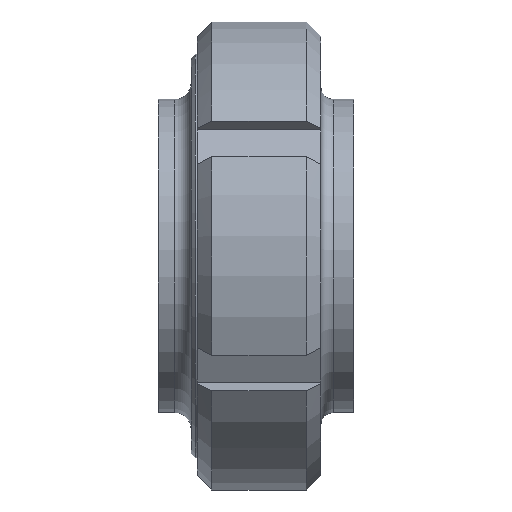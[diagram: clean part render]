
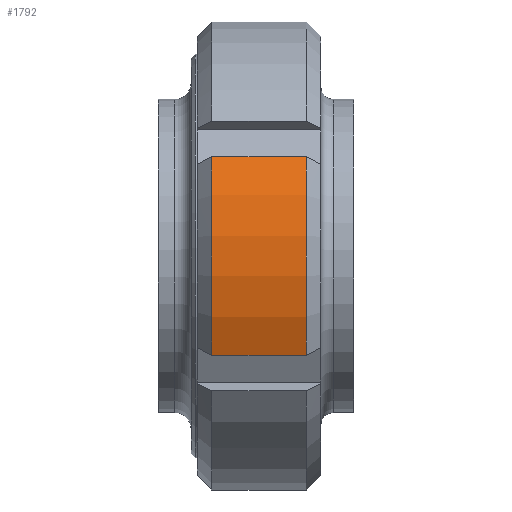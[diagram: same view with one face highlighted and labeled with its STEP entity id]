
A CAD part, left-side view. The second image highlights one B-rep face of the part: STEP entity #1792.
In plain terms, the highlighted cylindrical face has radius 57 mm (diameter 114 mm), a partial arc.
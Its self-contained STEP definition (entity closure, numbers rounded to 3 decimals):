
#88 = CARTESIAN_POINT ( 'NONE',  ( -51.673, 3.5, 24.06 ) ) ;
#113 = CARTESIAN_POINT ( 'NONE',  ( -51.673, 26.5, -24.06 ) ) ;
#115 = CARTESIAN_POINT ( 'NONE',  ( -51.673, 3.5, -24.06 ) ) ;
#117 = CARTESIAN_POINT ( 'NONE',  ( -51.673, 26.5, 24.06 ) ) ;
#200 = ORIENTED_EDGE ( 'NONE', *, *, #1875, .F. ) ;
#201 = ORIENTED_EDGE ( 'NONE', *, *, #1876, .T. ) ;
#203 = ORIENTED_EDGE ( 'NONE', *, *, #1873, .T. ) ;
#206 = ORIENTED_EDGE ( 'NONE', *, *, #1874, .T. ) ;
#236 = FACE_OUTER_BOUND ( 'NONE', #2161, .T. ) ;
#240 = CYLINDRICAL_SURFACE ( 'NONE', #489, 57. ) ;
#353 = CIRCLE ( 'NONE', #1029, 57. ) ;
#354 = LINE ( 'NONE', #1117, #360 ) ;
#358 = LINE ( 'NONE', #1123, #363 ) ;
#359 = CIRCLE ( 'NONE', #1030, 57. ) ;
#360 = VECTOR ( 'NONE', #1113, 1000. ) ;
#363 = VECTOR ( 'NONE', #1116, 1000. ) ;
#489 = AXIS2_PLACEMENT_3D ( 'NONE', #549, #547, #545 ) ;
#545 = DIRECTION ( 'NONE',  ( 0., 0., 1. ) ) ;
#547 = DIRECTION ( 'NONE',  ( 0., 1., 0. ) ) ;
#549 = CARTESIAN_POINT ( 'NONE',  ( 0., 68.273, 0. ) ) ;
#1029 = AXIS2_PLACEMENT_3D ( 'NONE', #1118, #1119, #1120 ) ;
#1030 = AXIS2_PLACEMENT_3D ( 'NONE', #1124, #1125, #1126 ) ;
#1113 = DIRECTION ( 'NONE',  ( 0., 1., 0. ) ) ;
#1116 = DIRECTION ( 'NONE',  ( 0., -1., 0. ) ) ;
#1117 = CARTESIAN_POINT ( 'NONE',  ( -51.673, 68.273, 24.06 ) ) ;
#1118 = CARTESIAN_POINT ( 'NONE',  ( 0., 3.5, 0. ) ) ;
#1119 = DIRECTION ( 'NONE',  ( 0., 1., 0. ) ) ;
#1120 = DIRECTION ( 'NONE',  ( 0., 0., 1. ) ) ;
#1123 = CARTESIAN_POINT ( 'NONE',  ( -51.673, 68.273, -24.06 ) ) ;
#1124 = CARTESIAN_POINT ( 'NONE',  ( 0., 26.5, 0. ) ) ;
#1125 = DIRECTION ( 'NONE',  ( 0., 1., 0. ) ) ;
#1126 = DIRECTION ( 'NONE',  ( 0., 0., 1. ) ) ;
#1614 = VERTEX_POINT ( 'NONE', #88 ) ;
#1623 = VERTEX_POINT ( 'NONE', #115 ) ;
#1624 = VERTEX_POINT ( 'NONE', #113 ) ;
#1625 = VERTEX_POINT ( 'NONE', #117 ) ;
#1792 = ADVANCED_FACE ( 'NONE', ( #236 ), #240, .T. ) ;
#1873 = EDGE_CURVE ( 'NONE', #1623, #1614, #353, .T. ) ;
#1874 = EDGE_CURVE ( 'NONE', #1614, #1625, #354, .T. ) ;
#1875 = EDGE_CURVE ( 'NONE', #1624, #1625, #359, .T. ) ;
#1876 = EDGE_CURVE ( 'NONE', #1624, #1623, #358, .T. ) ;
#2161 = EDGE_LOOP ( 'NONE', ( #203, #206, #200, #201 ) ) ;
